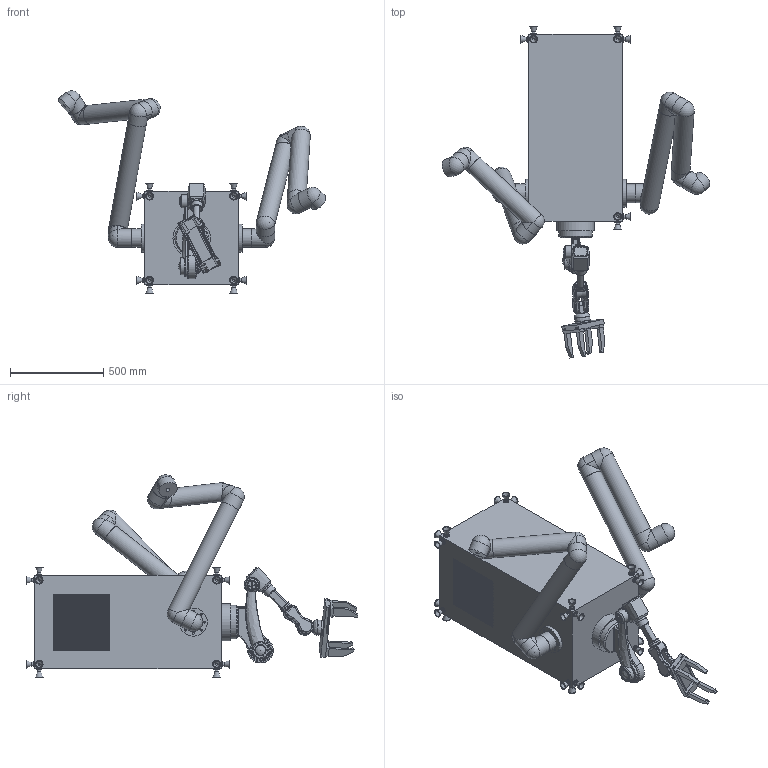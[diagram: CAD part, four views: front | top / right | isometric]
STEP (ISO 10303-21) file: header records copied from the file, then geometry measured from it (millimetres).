
FILE_DESCRIPTION(/* description */ (''),/* implementation_level */ '2;1');
FILE_NAME(/* name */ 'ServiceSatelite_Model.step',/* time_stamp */ '2025-10-05T11:20:31+02:00',/* author */ (''),/* organization */ (''),/* preprocessor_version */ 'ST-DEVELOPER v20.1',/* originating_system */ 'Autodesk Translation Framework v14.17.0.0',/* authorisation */ '');
FILE_SCHEMA (('AUTOMOTIVE_DESIGN { 1 0 10303 214 3 1 1 }'));
Length unit declared in the file: millimetre
Products named in the file (22): assembly; Robotic Arm part 1 v8; Komponent2; Komponent3; Komponent4; Komponent5; Komponent6; gripper p1; gripper p2; chasis; Komponent1; Komponent2_1; ramie serwisowe; ramie serwisowe_1; Komponent1_1; Komponent2_2; Komponent3_1; Komponent4_1; Komponent5_1; Komponent6_1; Komponent7; silnik jonowy
Assembly tree (52 placements, depth 3):
  assembly
    Robotic Arm part 1 v8
      Komponent2
      Komponent3
      Komponent4
      Komponent5
      Komponent6
      gripper p1
      gripper p2  x2
    chasis
      Komponent1
      Komponent2_1
    ramie serwisowe
      Komponent1_1
      Komponent2_2
      Komponent3_1
      Komponent4_1
      Komponent5_1
      Komponent6_1
      Komponent7
    ramie serwisowe_1
      Komponent1_1
      Komponent2_2
      Komponent3_1
      Komponent4_1
      Komponent5_1
      Komponent6_1
      Komponent7
    silnik jonowy  x24
Bounding box: 1431.91 x 1776.48 x 1083.94 mm (x, y, z)
Volume: 285312407.6 mm3; surface area: 5296345.7 mm2
Topology: 49 solids, 49 shells, 1720 faces, 3581 edges, 2323 vertices
Faces by surface type: plane 1009, cylinder 569, cone 80, bspline 34, torus 14, sphere 14
Full cylindrical faces by diameter (mm): 2.5 x34, 3 x16, 3.5 x16, 4 x37, 4.5 x38, 5 x40, 5.5 x25, 6 x13, 8 x1, 9 x13, 10 x33, 12 x24, 13 x1, 20 x56, 30 x30, 30.5 x1, 45 x1, 50 x1, 54 x1, 55 x1, 60 x2, 62 x3, 69 x1, 70 x2, 79 x1, 82.5 x1, 84 x1, 85 x1, 90 x1, 100 x14
Entity records: 48148 total; most frequent: CARTESIAN_POINT 16221, DIRECTION 6706, ORIENTED_EDGE 6056, EDGE_CURVE 3028, AXIS2_PLACEMENT_3D 2453, VERTEX_POINT 1977, LINE 1800, VECTOR 1800
